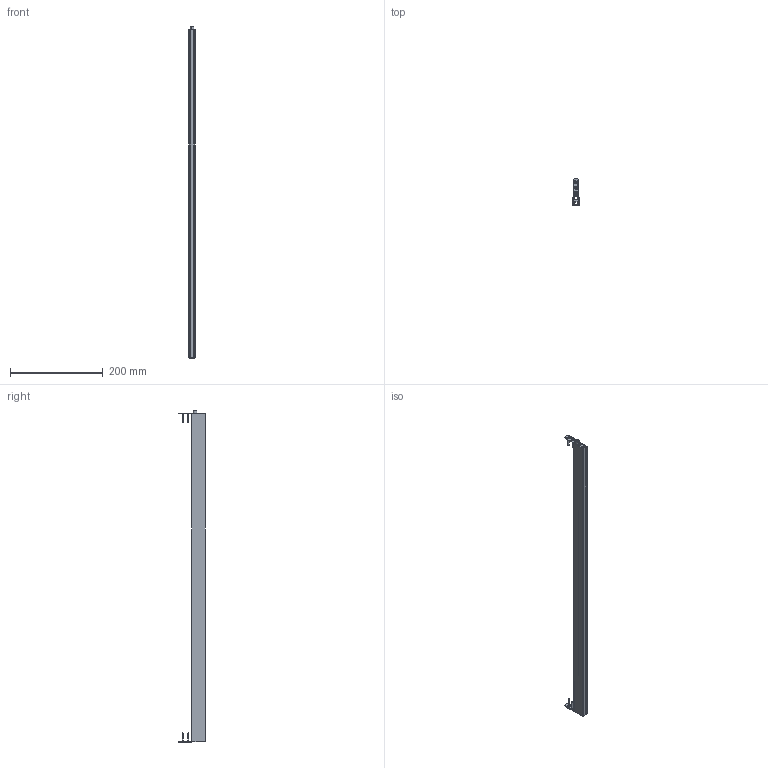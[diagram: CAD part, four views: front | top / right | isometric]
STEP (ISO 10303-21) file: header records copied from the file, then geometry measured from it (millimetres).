
FILE_DESCRIPTION (( 'STEP AP203' ), '1' );
FILE_NAME ('HS710.STEP', '2024-11-28T13:32:07', ( '' ), ( '' ), 'SwSTEP 2.0', 'SolidWorks 2023', '' );
FILE_SCHEMA (( 'CONFIG_CONTROL_DESIGN' ));
Length unit declared in the file: millimetre
Products named in the file (6): Innengeometrie_HS_710; HS710; Aussengehäuse_HS_710; Haltewinkel_HS_01; Schraube d3x20_01; Betätigungsteil_HS
Assembly tree (9 placements, depth 2):
  HS710
    Aussengehäuse_HS_710
    Betätigungsteil_HS
    Haltewinkel_HS_01  x2
    Schraube d3x20_01  x4
    Innengeometrie_HS_710
Bounding box: 13.2 x 58.03 x 716 mm (x, y, z)
Volume: 139781.4 mm3; surface area: 225577.8 mm2
Topology: 24 solids, 24 shells, 1165 faces, 3221 edges, 2132 vertices
Faces by surface type: plane 549, bspline 490, cylinder 100, cone 24, torus 2
Entity records: 46334 total; most frequent: CARTESIAN_POINT 25854, ORIENTED_EDGE 4816, DIRECTION 2708, EDGE_CURVE 2408, VERTEX_POINT 1601, VECTOR 1510, LINE 1510, EDGE_LOOP 967
